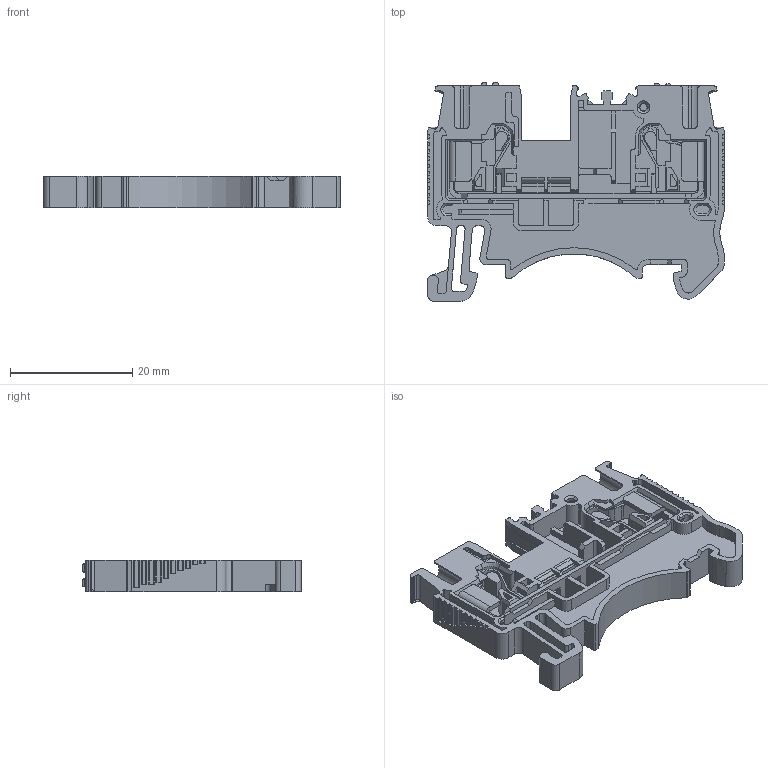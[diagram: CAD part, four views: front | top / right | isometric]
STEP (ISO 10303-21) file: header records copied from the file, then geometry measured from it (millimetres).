
FILE_DESCRIPTION((''),'2;1');
FILE_NAME('DS25-20190625_ASM','2019-07-24T',('Administrator'),(''),'PRO/ENGINEER BY PARAMETRIC TECHNOLOGY CORPORATION, 2012360','PRO/ENGINEER BY PARAMETRIC TECHNOLOGY CORPORATION, 2012360','');
FILE_SCHEMA(('CONFIG_CONTROL_DESIGN'));
Length unit declared in the file: millimetre
Products named in the file (7): DS25HOUSING181022_1_5__2; DS25-SPRING170327_1; DS25BUTTON170316_1; DS25TERMINAL170320_1; 0000_2; ASM0002_ASM_24_ASM; DS25-20190625_ASM
Assembly tree (7 placements, depth 3):
  DS25-20190625_ASM
    ASM0002_ASM_24_ASM
      DS25HOUSING181022_1_5__2
      DS25-SPRING170327_1
      DS25BUTTON170316_1  x2
      DS25TERMINAL170320_1
      0000_2
Bounding box: 48.6 x 35.75 x 5.15 mm (x, y, z)
Volume: 3273.4 mm3; surface area: 7828 mm2
Topology: 6 solids, 6 shells, 2670 faces, 7605 edges, 5026 vertices
Faces by surface type: plane 1785, extrusion 491, cylinder 358, cone 20, sphere 16
Entity records: 89667 total; most frequent: CARTESIAN_POINT 21002, ORIENTED_EDGE 14818, DIRECTION 11773, EDGE_CURVE 7409, VECTOR 6101, LINE 5610, VERTEX_POINT 4914, AXIS2_PLACEMENT_3D 2836
